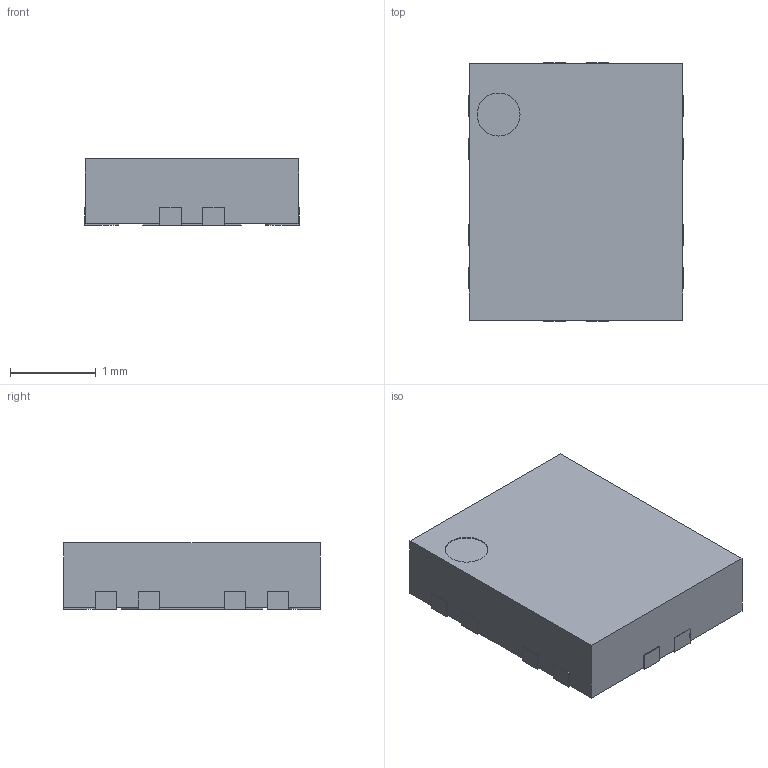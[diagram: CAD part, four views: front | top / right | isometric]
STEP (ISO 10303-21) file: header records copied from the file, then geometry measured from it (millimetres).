
FILE_DESCRIPTION(/* description */ ('STEP AP242','CAx-IF Rec.Pracs.---Representation and Presentation of Product Manufacturing Information (PMI)---4.0---2014-10-13','CAx-IF Rec.Pracs.---3D Tessellated Geometry---0.4---2014-09-14','2;1'),/* implementation_level */ '2;1');
FILE_NAME(/* name */ '67e6df578ebd9b7b6087f4c1',/* time_stamp */ '2025-03-28T17:41:44Z',/* author */ (''),/* organization */ (''),/* preprocessor_version */ 'ST-DEVELOPER v20',/* originating_system */ 'ONSHAPE BY PTC INC, 1.195',/* authorisation */ ' ');
FILE_SCHEMA (('AP242_MANAGED_MODEL_BASED_3D_ENGINEERING_MIM_LF { 1 0 10303 442 1 1 4 }'));
Length unit declared in the file: metre
Products named in the file (1): QFN-16-1EP_3x3mm_Pitch0.5mm
Bounding box: 2.5 x 3 x 0.77 mm (x, y, z)
Volume: 5.6 mm3; surface area: 23.5 mm2
Topology: 1 solids, 1 shells, 86 faces, 246 edges, 164 vertices
Faces by surface type: plane 73, cylinder 13
Full cylindrical faces by diameter (mm): 0.5 x1
Entity records: 2843 total; most frequent: CARTESIAN_POINT 496, ORIENTED_EDGE 490, DIRECTION 445, EDGE_CURVE 245, LINE 219, VECTOR 219, VERTEX_POINT 164, AXIS2_PLACEMENT_3D 113
